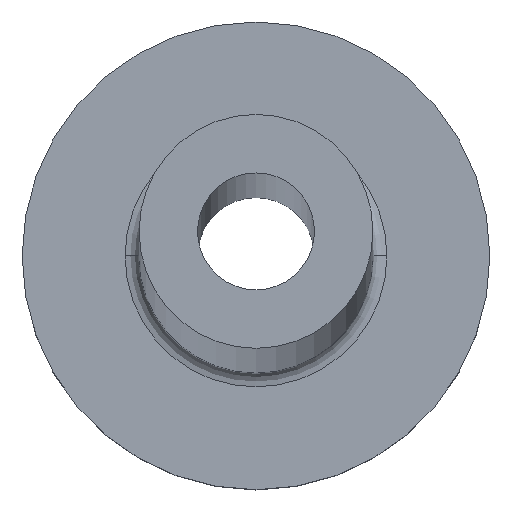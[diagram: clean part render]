
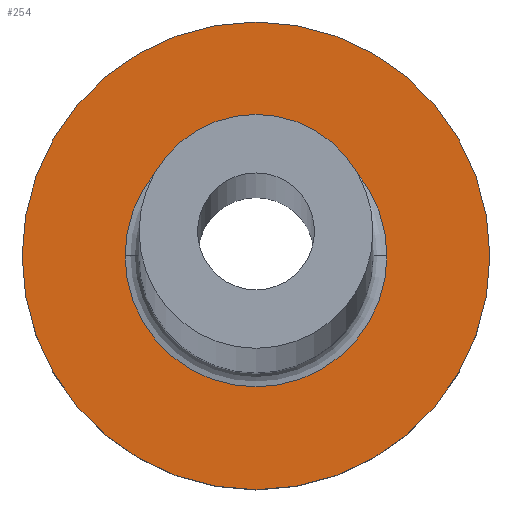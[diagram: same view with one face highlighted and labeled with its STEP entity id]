
A CAD part, top view. The second image highlights one B-rep face of the part: STEP entity #254.
In plain terms, the highlighted planar face has unit normal (0, 0, 1).
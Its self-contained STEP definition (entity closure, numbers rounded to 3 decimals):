
#3 = CARTESIAN_POINT ( 'NONE',  ( 0., 0., 3. ) ) ;
#8 = DIRECTION ( 'NONE',  ( 0., 0., 1. ) ) ;
#9 = FACE_BOUND ( 'NONE', #374, .T. ) ;
#16 = CARTESIAN_POINT ( 'NONE',  ( 0., 0., 3. ) ) ;
#20 = AXIS2_PLACEMENT_3D ( 'NONE', #49, #98, #185 ) ;
#32 = ORIENTED_EDGE ( 'NONE', *, *, #213, .T. ) ;
#45 = AXIS2_PLACEMENT_3D ( 'NONE', #206, #147, #299 ) ;
#49 = CARTESIAN_POINT ( 'NONE',  ( 0., 0., 3. ) ) ;
#54 = ORIENTED_EDGE ( 'NONE', *, *, #65, .T. ) ;
#65 = EDGE_CURVE ( 'NONE', #345, #235, #97, .T. ) ;
#95 = DIRECTION ( 'NONE',  ( 1., 0., 0. ) ) ;
#97 = CIRCLE ( 'NONE', #294, 5. ) ;
#98 = DIRECTION ( 'NONE',  ( 0., 0., -1. ) ) ;
#110 = CIRCLE ( 'NONE', #298, 5. ) ;
#124 = CARTESIAN_POINT ( 'NONE',  ( -2.8, 0., 3. ) ) ;
#141 = EDGE_CURVE ( 'NONE', #228, #217, #209, .T. ) ;
#147 = DIRECTION ( 'NONE',  ( 0., 0., -1. ) ) ;
#151 = AXIS2_PLACEMENT_3D ( 'NONE', #16, #222, #251 ) ;
#161 = CARTESIAN_POINT ( 'NONE',  ( -5., 0., 3. ) ) ;
#185 = DIRECTION ( 'NONE',  ( 1., 0., 0. ) ) ;
#206 = CARTESIAN_POINT ( 'NONE',  ( 0., 0., 3. ) ) ;
#209 = CIRCLE ( 'NONE', #45, 2.8 ) ;
#213 = EDGE_CURVE ( 'NONE', #217, #228, #353, .T. ) ;
#215 = CARTESIAN_POINT ( 'NONE',  ( 2.8, 0., 3. ) ) ;
#217 = VERTEX_POINT ( 'NONE', #215 ) ;
#222 = DIRECTION ( 'NONE',  ( 0., 0., 1. ) ) ;
#228 = VERTEX_POINT ( 'NONE', #124 ) ;
#235 = VERTEX_POINT ( 'NONE', #278 ) ;
#245 = FACE_OUTER_BOUND ( 'NONE', #274, .T. ) ;
#249 = PLANE ( 'NONE',  #151 ) ;
#251 = DIRECTION ( 'NONE',  ( 1., 0., 0. ) ) ;
#254 = ADVANCED_FACE ( 'NONE', ( #9, #245 ), #249, .T. ) ;
#274 = EDGE_LOOP ( 'NONE', ( #54, #351 ) ) ;
#278 = CARTESIAN_POINT ( 'NONE',  ( 5., 0., 3. ) ) ;
#279 = DIRECTION ( 'NONE',  ( 0., 0., 1. ) ) ;
#288 = EDGE_CURVE ( 'NONE', #235, #345, #110, .T. ) ;
#294 = AXIS2_PLACEMENT_3D ( 'NONE', #3, #8, #95 ) ;
#298 = AXIS2_PLACEMENT_3D ( 'NONE', #371, #279, #335 ) ;
#299 = DIRECTION ( 'NONE',  ( 1., 0., 0. ) ) ;
#316 = ORIENTED_EDGE ( 'NONE', *, *, #141, .T. ) ;
#335 = DIRECTION ( 'NONE',  ( 1., 0., 0. ) ) ;
#345 = VERTEX_POINT ( 'NONE', #161 ) ;
#351 = ORIENTED_EDGE ( 'NONE', *, *, #288, .T. ) ;
#353 = CIRCLE ( 'NONE', #20, 2.8 ) ;
#371 = CARTESIAN_POINT ( 'NONE',  ( 0., 0., 3. ) ) ;
#374 = EDGE_LOOP ( 'NONE', ( #32, #316 ) ) ;
